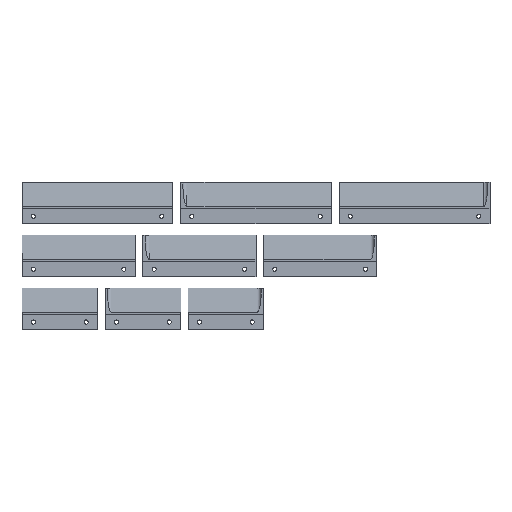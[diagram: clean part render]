
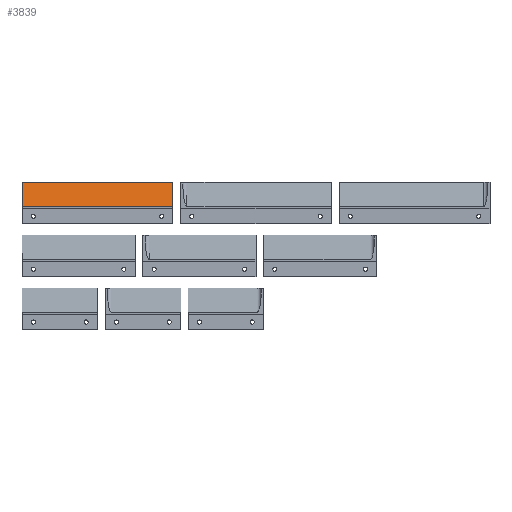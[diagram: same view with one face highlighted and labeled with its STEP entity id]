
A CAD part, top view. The second image highlights one B-rep face of the part: STEP entity #3839.
In plain terms, the highlighted planar face has unit normal (0, 0.184, 0.983).
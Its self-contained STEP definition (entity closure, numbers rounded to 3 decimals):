
#3800=CARTESIAN_POINT('',(50.0,19.0,6.));
#3801=DIRECTION('',(0.0,0.184,0.983));
#3802=DIRECTION('',(1.0,0.0,0.0));
#3803=AXIS2_PLACEMENT_3D('',#3800,#3801,#3802);
#3804=PLANE('',#3803);
#3805=CARTESIAN_POINT('',(0.0,35.0,3.));
#3806=VERTEX_POINT('',#3805);
#3807=CARTESIAN_POINT('',(0.0,3.0,9.));
#3808=VERTEX_POINT('',#3807);
#3809=CARTESIAN_POINT('',(0.0,35.0,3.));
#3810=DIRECTION('',(0.0,-0.983,0.184));
#3811=VECTOR('',#3810,32.558);
#3812=LINE('',#3809,#3811);
#3813=EDGE_CURVE('',#3806,#3808,#3812,.T.);
#3814=ORIENTED_EDGE('',*,*,#3813,.T.);
#3815=CARTESIAN_POINT('',(200.0,3.0,9.));
#3816=VERTEX_POINT('',#3815);
#3817=CARTESIAN_POINT('',(0.0,3.0,9.));
#3818=DIRECTION('',(1.0,0.0,0.0));
#3819=VECTOR('',#3818,200.0);
#3820=LINE('',#3817,#3819);
#3821=EDGE_CURVE('',#3808,#3816,#3820,.T.);
#3822=ORIENTED_EDGE('',*,*,#3821,.T.);
#3823=CARTESIAN_POINT('',(200.0,35.0,3.));
#3824=VERTEX_POINT('',#3823);
#3825=CARTESIAN_POINT('',(200.0,35.0,3.));
#3826=DIRECTION('',(0.0,-0.983,0.184));
#3827=VECTOR('',#3826,32.558);
#3828=LINE('',#3825,#3827);
#3829=EDGE_CURVE('',#3816,#3824,#3828,.F.);
#3830=ORIENTED_EDGE('',*,*,#3829,.T.);
#3831=CARTESIAN_POINT('',(200.0,35.0,3.));
#3832=DIRECTION('',(-1.0,0.0,0.0));
#3833=VECTOR('',#3832,200.0);
#3834=LINE('',#3831,#3833);
#3835=EDGE_CURVE('',#3806,#3824,#3834,.F.);
#3836=ORIENTED_EDGE('',*,*,#3835,.F.);
#3837=EDGE_LOOP('',(#3814,#3822,#3830,#3836));
#3838=FACE_OUTER_BOUND('',#3837,.T.);
#3839=ADVANCED_FACE('',(#3838),#3804,.T.);
